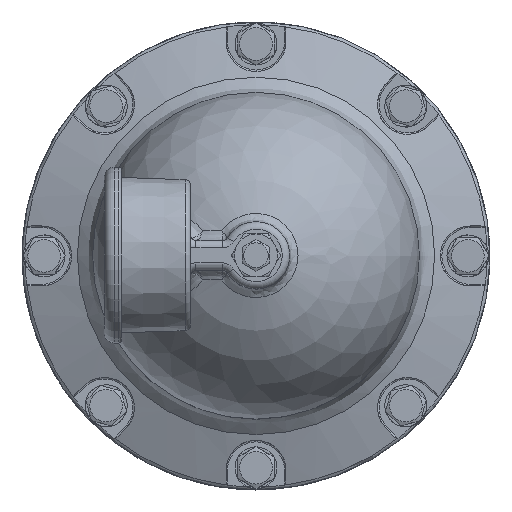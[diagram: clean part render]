
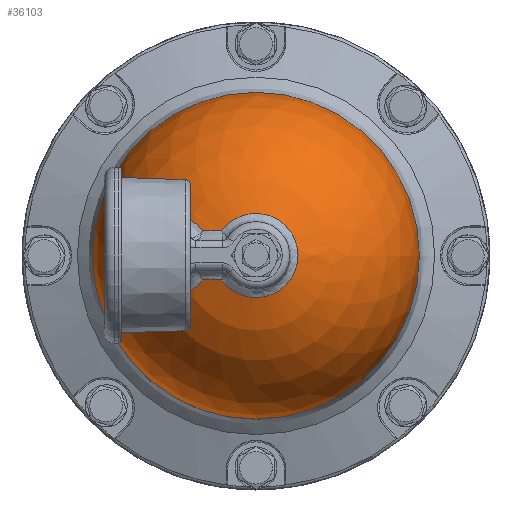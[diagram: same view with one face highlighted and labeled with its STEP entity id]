
A CAD part, top view. The second image highlights one B-rep face of the part: STEP entity #36103.
In plain terms, the highlighted spherical face has radius 55.435 mm.
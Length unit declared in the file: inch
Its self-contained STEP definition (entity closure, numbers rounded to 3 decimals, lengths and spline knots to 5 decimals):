
#27595=CARTESIAN_POINT('',(4.8694,-26.15533,3.89823));
#27596=VERTEX_POINT('',#27595);
#27597=CARTESIAN_POINT('',(2.6869,-26.15533,3.89823));
#27598=DIRECTION('',(0.0,0.0,1.0));
#27599=DIRECTION('',(-1.0,0.0,0.0));
#27600=AXIS2_PLACEMENT_3D('',#27597,#27598,#27599);
#27601=CIRCLE('',#27600,2.1825);
#27602=EDGE_CURVE('',#27596,#27596,#27601,.T.);
#33996=CARTESIAN_POINT('',(1.97328,-26.48283,5.93461));
#33997=VERTEX_POINT('',#33996);
#34175=CARTESIAN_POINT('',(2.2309,-26.48283,6.00729));
#34176=VERTEX_POINT('',#34175);
#34233=CARTESIAN_POINT('',(2.6869,-26.48283,3.89823));
#34234=DIRECTION('',(0.0,-1.,0.0));
#34235=DIRECTION('',(-0.289,0.0,0.957));
#34236=AXIS2_PLACEMENT_3D('',#34233,#34234,#34235);
#34237=CIRCLE('',#34236,2.15779);
#34238=EDGE_CURVE('',#34176,#33997,#34237,.T.);
#34348=CARTESIAN_POINT('',(0.95587,-26.15533,5.22746));
#34349=VERTEX_POINT('',#34348);
#34363=CARTESIAN_POINT('',(1.97328,-26.48283,5.93461));
#34364=CARTESIAN_POINT('',(1.92669,-26.5477,5.90785));
#34365=CARTESIAN_POINT('',(1.86698,-26.60082,5.87299));
#34366=CARTESIAN_POINT('',(1.80276,-26.63875,5.83419));
#34367=CARTESIAN_POINT('',(1.74555,-26.67254,5.79962));
#34368=CARTESIAN_POINT('',(1.68319,-26.69546,5.76098));
#34369=CARTESIAN_POINT('',(1.62048,-26.70718,5.72074));
#34370=CARTESIAN_POINT('',(1.58128,-26.71451,5.69559));
#34371=CARTESIAN_POINT('',(1.54215,-26.71756,5.66995));
#34372=CARTESIAN_POINT('',(1.50301,-26.71657,5.64373));
#34373=CARTESIAN_POINT('',(1.43584,-26.71486,5.59871));
#34374=CARTESIAN_POINT('',(1.36928,-26.70098,5.5523));
#34375=CARTESIAN_POINT('',(1.30747,-26.67607,5.50737));
#34376=CARTESIAN_POINT('',(1.20857,-26.63622,5.43549));
#34377=CARTESIAN_POINT('',(1.1179,-26.56708,5.36413));
#34378=CARTESIAN_POINT('',(1.05202,-26.46953,5.30954));
#34379=CARTESIAN_POINT('',(0.99323,-26.38247,5.26081));
#34380=CARTESIAN_POINT('',(0.95587,-26.27081,5.22746));
#34381=CARTESIAN_POINT('',(0.95587,-26.15533,5.22746));
#34382=B_SPLINE_CURVE_WITH_KNOTS('',3,(#34363,#34364,#34365,#34366,#34367,#34368,#34369,#34370,#34371,#34372,#34373,#34374,#34375,#34376,#34377,#34378,#34379,#34380,#34381),.UNSPECIFIED.,.F.,.U.,(4,3,3,3,3,3,4),(4.31623,4.58571,4.82582,4.97589,5.23345,5.64554,6.01334),.UNSPECIFIED.);
#34383=EDGE_CURVE('',#33997,#34349,#34382,.T.);
#35382=CARTESIAN_POINT('',(1.97328,-25.82784,5.93461));
#35383=VERTEX_POINT('',#35382);
#35558=CARTESIAN_POINT('',(2.2309,-25.82784,6.00729));
#35559=VERTEX_POINT('',#35558);
#35672=CARTESIAN_POINT('',(2.6869,-26.15533,6.00729));
#35673=DIRECTION('',(0.0,0.0,-1.));
#35674=DIRECTION('',(0.272,-0.962,0.0));
#35675=AXIS2_PLACEMENT_3D('',#35672,#35673,#35674);
#35676=CIRCLE('',#35675,0.56141);
#35677=EDGE_CURVE('',#35559,#34176,#35676,.T.);
#35715=CARTESIAN_POINT('',(2.6869,-25.82784,3.89823));
#35716=DIRECTION('',(0.0,-1.,0.0));
#35717=DIRECTION('',(-0.289,0.0,0.957));
#35718=AXIS2_PLACEMENT_3D('',#35715,#35716,#35717);
#35719=CIRCLE('',#35718,2.15779);
#35720=EDGE_CURVE('',#35559,#35383,#35719,.T.);
#35798=CARTESIAN_POINT('',(1.97328,-25.82784,5.93461));
#35799=CARTESIAN_POINT('',(1.92669,-25.76297,5.90785));
#35800=CARTESIAN_POINT('',(1.86698,-25.70984,5.87299));
#35801=CARTESIAN_POINT('',(1.80276,-25.67192,5.83419));
#35802=CARTESIAN_POINT('',(1.74555,-25.63813,5.79962));
#35803=CARTESIAN_POINT('',(1.68319,-25.61521,5.76098));
#35804=CARTESIAN_POINT('',(1.62048,-25.60349,5.72074));
#35805=CARTESIAN_POINT('',(1.58128,-25.59616,5.69559));
#35806=CARTESIAN_POINT('',(1.54215,-25.59311,5.66995));
#35807=CARTESIAN_POINT('',(1.50301,-25.5941,5.64373));
#35808=CARTESIAN_POINT('',(1.43584,-25.59581,5.59871));
#35809=CARTESIAN_POINT('',(1.36928,-25.60969,5.5523));
#35810=CARTESIAN_POINT('',(1.30747,-25.6346,5.50737));
#35811=CARTESIAN_POINT('',(1.20857,-25.67445,5.43549));
#35812=CARTESIAN_POINT('',(1.1179,-25.74359,5.36413));
#35813=CARTESIAN_POINT('',(1.05202,-25.84114,5.30954));
#35814=CARTESIAN_POINT('',(0.99323,-25.9282,5.26081));
#35815=CARTESIAN_POINT('',(0.95587,-26.03986,5.22746));
#35816=CARTESIAN_POINT('',(0.95587,-26.15533,5.22746));
#35817=B_SPLINE_CURVE_WITH_KNOTS('',3,(#35798,#35799,#35800,#35801,#35802,#35803,#35804,#35805,#35806,#35807,#35808,#35809,#35810,#35811,#35812,#35813,#35814,#35815,#35816),.UNSPECIFIED.,.F.,.U.,(4,3,3,3,3,3,4),(4.31623,4.58571,4.82582,4.97589,5.23345,5.64554,6.01334),.UNSPECIFIED.);
#35818=EDGE_CURVE('',#35383,#34349,#35817,.T.);
#36088=CARTESIAN_POINT('',(2.6869,-26.15533,3.89823));
#36089=DIRECTION('',(0.0,0.0,1.0));
#36090=DIRECTION('',(1.0,0.0,0.0));
#36091=AXIS2_PLACEMENT_3D('',#36088,#36089,#36090);
#36092=SPHERICAL_SURFACE('',#36091,2.1825);
#36093=ORIENTED_EDGE('',*,*,#27602,.T.);
#36094=EDGE_LOOP('',(#36093));
#36095=FACE_OUTER_BOUND('',#36094,.T.);
#36096=ORIENTED_EDGE('',*,*,#35677,.T.);
#36097=ORIENTED_EDGE('',*,*,#34238,.T.);
#36098=ORIENTED_EDGE('',*,*,#34383,.T.);
#36099=ORIENTED_EDGE('',*,*,#35818,.F.);
#36100=ORIENTED_EDGE('',*,*,#35720,.F.);
#36101=EDGE_LOOP('',(#36096,#36097,#36098,#36099,#36100));
#36102=FACE_BOUND('',#36101,.T.);
#36103=ADVANCED_FACE('',(#36095,#36102),#36092,.T.);
